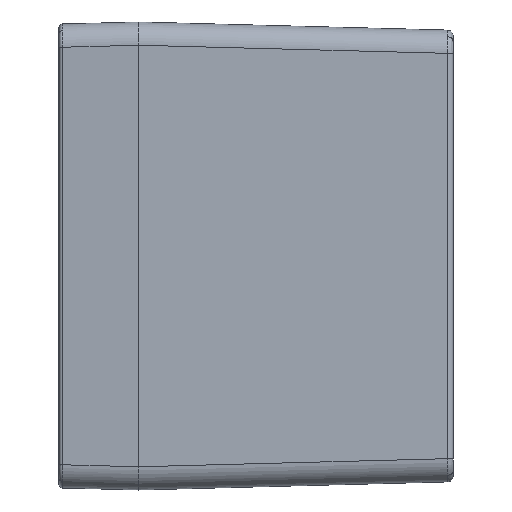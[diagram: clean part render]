
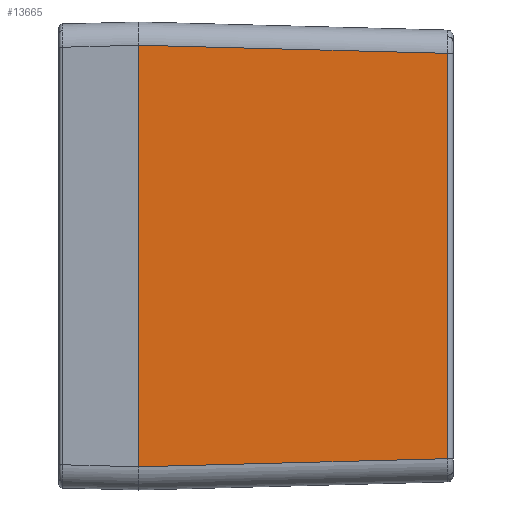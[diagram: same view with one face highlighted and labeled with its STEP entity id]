
A CAD part, left-side view. The second image highlights one B-rep face of the part: STEP entity #13665.
In plain terms, the highlighted planar face has unit normal (-1, -0.026, 0).
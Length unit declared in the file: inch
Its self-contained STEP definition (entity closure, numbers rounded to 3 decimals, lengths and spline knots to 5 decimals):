
#3924 = ORIENTED_EDGE ( 'NONE', *, *, #23419, .T. ) ;
#4518 = CARTESIAN_POINT ( 'NONE',  ( -2.29575, -3.13934, -2.37795 ) ) ;
#5479 = VECTOR ( 'NONE', #39822, 39.37008 ) ;
#8759 = VERTEX_POINT ( 'NONE', #46765 ) ;
#9240 = CARTESIAN_POINT ( 'NONE',  ( -2.37795, 0., 2.14181 ) ) ;
#10694 = VERTEX_POINT ( 'NONE', #9240 ) ;
#13665 = ADVANCED_FACE ( 'NONE', ( #45417 ), #65413, .T. ) ;
#13960 = VECTOR ( 'NONE', #38256, 39.37008 ) ;
#14822 = DIRECTION ( 'NONE',  ( -1., -0.026, 0. ) ) ;
#14829 = LINE ( 'NONE', #4518, #5479 ) ;
#18307 = CARTESIAN_POINT ( 'NONE',  ( -2.37811, 0.00618, -2.14197 ) ) ;
#18932 = LINE ( 'NONE', #43880, #13960 ) ;
#19009 = ORIENTED_EDGE ( 'NONE', *, *, #22833, .F. ) ;
#22385 = LINE ( 'NONE', #37705, #22453 ) ;
#22453 = VECTOR ( 'NONE', #27707, 39.37008 ) ;
#22659 = DIRECTION ( 'NONE',  ( -0.026, 0.999, -0.026 ) ) ;
#22833 = EDGE_CURVE ( 'NONE', #27149, #8759, #14829, .T. ) ;
#23266 = EDGE_CURVE ( 'NONE', #10694, #51369, #18932, .T. ) ;
#23419 = EDGE_CURVE ( 'NONE', #27149, #10694, #22385, .T. ) ;
#27149 = VERTEX_POINT ( 'NONE', #32042 ) ;
#27707 = DIRECTION ( 'NONE',  ( -0.026, 0.999, 0.026 ) ) ;
#32042 = CARTESIAN_POINT ( 'NONE',  ( -2.29575, -3.13934, 2.05961 ) ) ;
#32490 = EDGE_LOOP ( 'NONE', ( #3924, #41892, #52721, #19009 ) ) ;
#37705 = CARTESIAN_POINT ( 'NONE',  ( -2.29575, -3.13934, 2.05961 ) ) ;
#38256 = DIRECTION ( 'NONE',  ( 0., 0., -1. ) ) ;
#38963 = LINE ( 'NONE', #18307, #48687 ) ;
#39822 = DIRECTION ( 'NONE',  ( 0., 0., -1. ) ) ;
#40132 = CARTESIAN_POINT ( 'NONE',  ( -2.37795, 0., -2.37795 ) ) ;
#41892 = ORIENTED_EDGE ( 'NONE', *, *, #23266, .T. ) ;
#43880 = CARTESIAN_POINT ( 'NONE',  ( -2.37795, 0., -2.37795 ) ) ;
#45417 = FACE_OUTER_BOUND ( 'NONE', #32490, .T. ) ;
#46765 = CARTESIAN_POINT ( 'NONE',  ( -2.29575, -3.13934, -2.05961 ) ) ;
#47976 = CARTESIAN_POINT ( 'NONE',  ( -2.37795, 0., -2.14181 ) ) ;
#48687 = VECTOR ( 'NONE', #22659, 39.37008 ) ;
#51369 = VERTEX_POINT ( 'NONE', #47976 ) ;
#52721 = ORIENTED_EDGE ( 'NONE', *, *, #65148, .F. ) ;
#64163 = AXIS2_PLACEMENT_3D ( 'NONE', #40132, #14822, #65728 ) ;
#65148 = EDGE_CURVE ( 'NONE', #8759, #51369, #38963, .T. ) ;
#65413 = PLANE ( 'NONE',  #64163 ) ;
#65728 = DIRECTION ( 'NONE',  ( 0.026, -1., 0. ) ) ;
